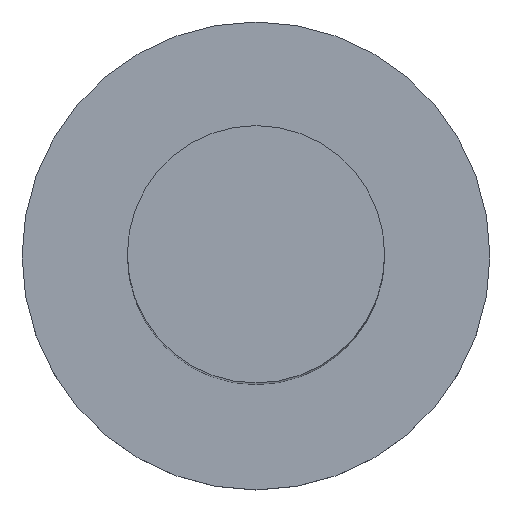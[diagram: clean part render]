
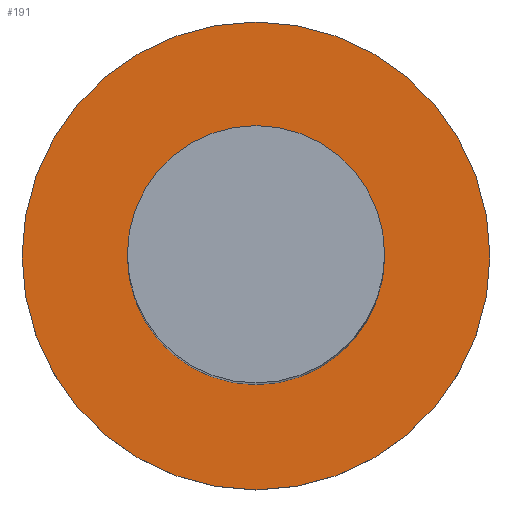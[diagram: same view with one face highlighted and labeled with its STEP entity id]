
A CAD part, top view. The second image highlights one B-rep face of the part: STEP entity #191.
In plain terms, the highlighted planar face has unit normal (0, 0, 1).
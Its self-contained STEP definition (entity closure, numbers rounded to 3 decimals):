
#13 = CARTESIAN_POINT ( 'NONE',  ( -1., 0., 0.2 ) ) ;
#18 = DIRECTION ( 'NONE',  ( 1., 0., 0. ) ) ;
#30 = EDGE_CURVE ( 'NONE', #153, #199, #210, .T. ) ;
#31 = VERTEX_POINT ( 'NONE', #13 ) ;
#34 = AXIS2_PLACEMENT_3D ( 'NONE', #57, #250, #109 ) ;
#42 = EDGE_LOOP ( 'NONE', ( #86, #95 ) ) ;
#45 = CARTESIAN_POINT ( 'NONE',  ( -0.55, 0., 0.2 ) ) ;
#57 = CARTESIAN_POINT ( 'NONE',  ( 0., 0., 0.2 ) ) ;
#58 = PLANE ( 'NONE',  #114 ) ;
#64 = AXIS2_PLACEMENT_3D ( 'NONE', #91, #233, #18 ) ;
#71 = FACE_OUTER_BOUND ( 'NONE', #42, .T. ) ;
#76 = CARTESIAN_POINT ( 'NONE',  ( 0., 0., 0.2 ) ) ;
#86 = ORIENTED_EDGE ( 'NONE', *, *, #200, .T. ) ;
#91 = CARTESIAN_POINT ( 'NONE',  ( 0., 0., 0.2 ) ) ;
#95 = ORIENTED_EDGE ( 'NONE', *, *, #219, .T. ) ;
#99 = DIRECTION ( 'NONE',  ( 0., 0., 1. ) ) ;
#109 = DIRECTION ( 'NONE',  ( 1., 0., 0. ) ) ;
#114 = AXIS2_PLACEMENT_3D ( 'NONE', #76, #116, #252 ) ;
#115 = ORIENTED_EDGE ( 'NONE', *, *, #146, .F. ) ;
#116 = DIRECTION ( 'NONE',  ( 0., 0., 1. ) ) ;
#117 = FACE_BOUND ( 'NONE', #201, .T. ) ;
#119 = DIRECTION ( 'NONE',  ( 1., 0., 0. ) ) ;
#131 = CARTESIAN_POINT ( 'NONE',  ( 0., 0., 0.2 ) ) ;
#135 = CIRCLE ( 'NONE', #187, 1. ) ;
#136 = DIRECTION ( 'NONE',  ( 0., 0., 1. ) ) ;
#144 = CIRCLE ( 'NONE', #64, 0.55 ) ;
#146 = EDGE_CURVE ( 'NONE', #199, #153, #144, .T. ) ;
#153 = VERTEX_POINT ( 'NONE', #45 ) ;
#154 = CARTESIAN_POINT ( 'NONE',  ( 1., 0., 0.2 ) ) ;
#168 = ORIENTED_EDGE ( 'NONE', *, *, #30, .F. ) ;
#182 = CARTESIAN_POINT ( 'NONE',  ( 0., 0., 0.2 ) ) ;
#187 = AXIS2_PLACEMENT_3D ( 'NONE', #182, #136, #251 ) ;
#191 = ADVANCED_FACE ( 'NONE', ( #117, #71 ), #58, .T. ) ;
#199 = VERTEX_POINT ( 'NONE', #220 ) ;
#200 = EDGE_CURVE ( 'NONE', #249, #31, #135, .T. ) ;
#201 = EDGE_LOOP ( 'NONE', ( #115, #168 ) ) ;
#203 = CIRCLE ( 'NONE', #222, 1. ) ;
#210 = CIRCLE ( 'NONE', #34, 0.55 ) ;
#219 = EDGE_CURVE ( 'NONE', #31, #249, #203, .T. ) ;
#220 = CARTESIAN_POINT ( 'NONE',  ( 0.55, 0., 0.2 ) ) ;
#222 = AXIS2_PLACEMENT_3D ( 'NONE', #131, #99, #119 ) ;
#233 = DIRECTION ( 'NONE',  ( 0., 0., 1. ) ) ;
#249 = VERTEX_POINT ( 'NONE', #154 ) ;
#250 = DIRECTION ( 'NONE',  ( 0., 0., 1. ) ) ;
#251 = DIRECTION ( 'NONE',  ( 1., 0., 0. ) ) ;
#252 = DIRECTION ( 'NONE',  ( 1., 0., 0. ) ) ;
